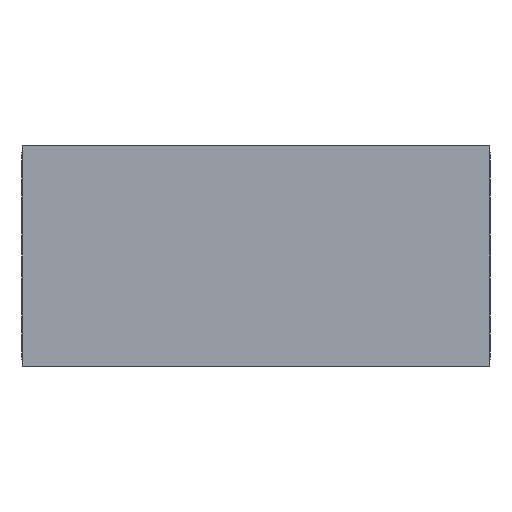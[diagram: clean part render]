
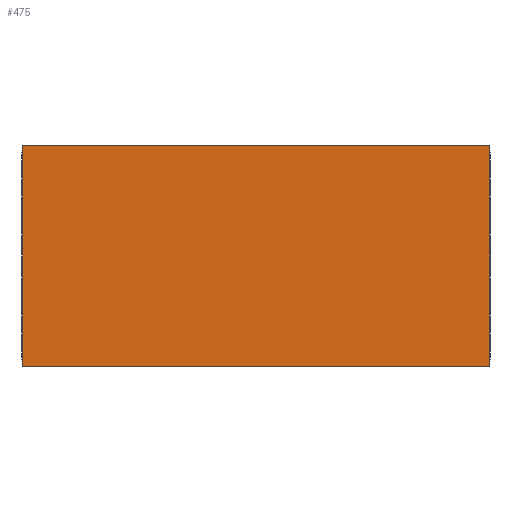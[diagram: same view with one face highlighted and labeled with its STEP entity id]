
A CAD part, front view. The second image highlights one B-rep face of the part: STEP entity #475.
In plain terms, the highlighted planar face has unit normal (0, -1, 0).
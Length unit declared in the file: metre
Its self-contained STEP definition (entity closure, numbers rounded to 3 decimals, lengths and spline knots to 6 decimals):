
#475 = ADVANCED_FACE( 'NONE', ( #1032 ), #1033, .F. );
#1032 = FACE_OUTER_BOUND( '', #1646, .T. );
#1033 = PLANE( '', #1647 );
#1646 = EDGE_LOOP( '', ( #3024, #3025, #3026, #3027 ) );
#1647 = AXIS2_PLACEMENT_3D( '', #3028, #3029, #3030 );
#3024 = ORIENTED_EDGE( '', *, *, #3988, .T. );
#3025 = ORIENTED_EDGE( '', *, *, #3971, .F. );
#3026 = ORIENTED_EDGE( '', *, *, #3989, .F. );
#3027 = ORIENTED_EDGE( '', *, *, #3840, .T. );
#3028 = CARTESIAN_POINT( '', ( -0.017, 0., 0.008 ) );
#3029 = DIRECTION( '', ( 0., 1., 0. ) );
#3030 = DIRECTION( '', ( 1., 0., 0. ) );
#3840 = EDGE_CURVE( 'NONE', #4724, #4722, #4725, .T. );
#3971 = EDGE_CURVE( 'NONE', #4895, #4897, #4898, .T. );
#3988 = EDGE_CURVE( 'NONE', #4722, #4897, #4918, .T. );
#3989 = EDGE_CURVE( 'NONE', #4724, #4895, #4919, .T. );
#4722 = VERTEX_POINT( 'NONE', #6421 );
#4724 = VERTEX_POINT( 'NONE', #6424 );
#4725 = LINE( '', #6425, #6426 );
#4895 = VERTEX_POINT( 'NONE', #6795 );
#4897 = VERTEX_POINT( 'NONE', #6798 );
#4898 = LINE( '', #6799, #6800 );
#4918 = LINE( '', #6831, #6832 );
#4919 = LINE( '', #6833, #6834 );
#6421 = CARTESIAN_POINT( '', ( 0.017, 0., -0.008 ) );
#6424 = CARTESIAN_POINT( '', ( -0.017, 0., -0.008 ) );
#6425 = CARTESIAN_POINT( '', ( -0.017, 0., -0.008 ) );
#6426 = VECTOR( '', #7339, 1. );
#6795 = CARTESIAN_POINT( '', ( -0.017, 0., 0.008 ) );
#6798 = CARTESIAN_POINT( '', ( 0.017, 0., 0.008 ) );
#6799 = CARTESIAN_POINT( '', ( -0.017, 0., 0.008 ) );
#6800 = VECTOR( '', #7437, 1. );
#6831 = CARTESIAN_POINT( '', ( 0.017, 0., 0.008 ) );
#6832 = VECTOR( '', #7455, 1. );
#6833 = CARTESIAN_POINT( '', ( -0.017, 0., 0.008 ) );
#6834 = VECTOR( '', #7456, 1. );
#7339 = DIRECTION( '', ( 1., 0., 0. ) );
#7437 = DIRECTION( '', ( 1., 0., 0. ) );
#7455 = DIRECTION( '', ( 0., 0., 1. ) );
#7456 = DIRECTION( '', ( 0., 0., 1. ) );
